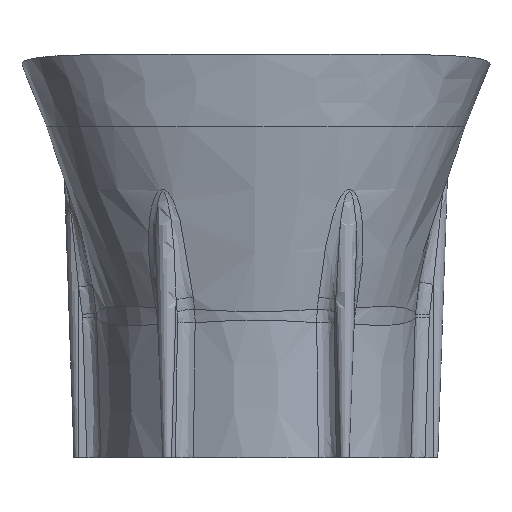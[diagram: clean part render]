
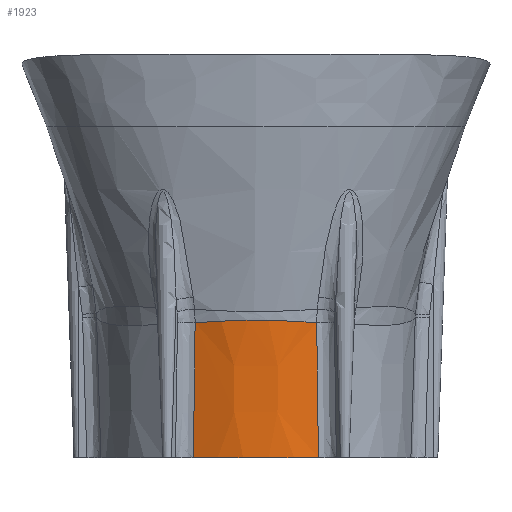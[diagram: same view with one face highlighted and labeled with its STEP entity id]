
A CAD part, front view. The second image highlights one B-rep face of the part: STEP entity #1923.
In plain terms, the highlighted conical face has half-angle 2 degrees and reference radius 33 mm.
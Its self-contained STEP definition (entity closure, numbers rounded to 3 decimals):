
#31=CONICAL_SURFACE('',#2051,33.,0.035);
#181=CIRCLE('',#2052,33.);
#283=FACE_OUTER_BOUND('',#402,.T.);
#402=EDGE_LOOP('',(#1662,#1663,#1664,#1665));
#449=B_SPLINE_CURVE_WITH_KNOTS('',3,(#2970,#2971,#2972,#2973),
 .UNSPECIFIED.,.F.,.F.,(4,4),(-3.16,-0.3),
 .UNSPECIFIED.);
#548=B_SPLINE_CURVE_WITH_KNOTS('',3,(#5719,#5720,#5721,#5722),
 .UNSPECIFIED.,.F.,.F.,(4,4),(-2.859,0.),.UNSPECIFIED.);
#600=B_SPLINE_CURVE_WITH_KNOTS('',3,(#8181,#8182,#8183,#8184,#8185,#8186,
#8187),.UNSPECIFIED.,.F.,.F.,(4,2,1,4),(-9.124,-7.276,
-6.111,-5.335),.UNSPECIFIED.);
#739=VERTEX_POINT('',#2912);
#742=VERTEX_POINT('',#2968);
#834=VERTEX_POINT('',#5635);
#836=VERTEX_POINT('',#5666);
#940=EDGE_CURVE('',#742,#739,#449,.T.);
#1076=EDGE_CURVE('',#836,#834,#548,.T.);
#1167=EDGE_CURVE('',#834,#742,#600,.T.);
#1168=EDGE_CURVE('',#836,#739,#181,.T.);
#1662=ORIENTED_EDGE('',*,*,#940,.F.);
#1663=ORIENTED_EDGE('',*,*,#1167,.F.);
#1664=ORIENTED_EDGE('',*,*,#1076,.F.);
#1665=ORIENTED_EDGE('',*,*,#1168,.T.);
#1923=ADVANCED_FACE('',(#283),#31,.T.);
#2051=AXIS2_PLACEMENT_3D('',#8180,#2292,#2293);
#2052=AXIS2_PLACEMENT_3D('',#8188,#2294,#2295);
#2292=DIRECTION('center_axis',(0.,0.,1.));
#2293=DIRECTION('ref_axis',(1.,0.,0.));
#2294=DIRECTION('center_axis',(0.,0.,1.));
#2295=DIRECTION('ref_axis',(1.,0.,0.));
#2912=CARTESIAN_POINT('',(13.224,-30.235,0.));
#2968=CARTESIAN_POINT('',(12.867,-31.468,28.563));
#2970=CARTESIAN_POINT('Ctrl Pts',(12.867,-31.468,28.563));
#2971=CARTESIAN_POINT('Ctrl Pts',(12.988,-31.06,19.042));
#2972=CARTESIAN_POINT('Ctrl Pts',(13.107,-30.648,9.521));
#2973=CARTESIAN_POINT('Ctrl Pts',(13.224,-30.235,0.));
#5635=CARTESIAN_POINT('',(-12.867,-31.468,28.559));
#5666=CARTESIAN_POINT('',(-13.224,-30.235,0.));
#5719=CARTESIAN_POINT('Ctrl Pts',(-13.224,-30.235,0.));
#5720=CARTESIAN_POINT('Ctrl Pts',(-13.107,-30.648,9.52));
#5721=CARTESIAN_POINT('Ctrl Pts',(-12.988,-31.06,19.04));
#5722=CARTESIAN_POINT('Ctrl Pts',(-12.867,-31.468,28.559));
#8180=CARTESIAN_POINT('Origin',(0.,0.,0.));
#8181=CARTESIAN_POINT('Ctrl Pts',(-12.867,-31.468,28.559));
#8182=CARTESIAN_POINT('Ctrl Pts',(-8.879,-33.108,28.797));
#8183=CARTESIAN_POINT('Ctrl Pts',(-4.611,-33.973,29.095));
#8184=CARTESIAN_POINT('Ctrl Pts',(2.362,-34.043,29.12));
#8185=CARTESIAN_POINT('Ctrl Pts',(6.908,-33.535,28.914));
#8186=CARTESIAN_POINT('Ctrl Pts',(11.201,-32.153,28.659));
#8187=CARTESIAN_POINT('Ctrl Pts',(12.867,-31.468,28.563));
#8188=CARTESIAN_POINT('Origin',(0.,0.,0.));
